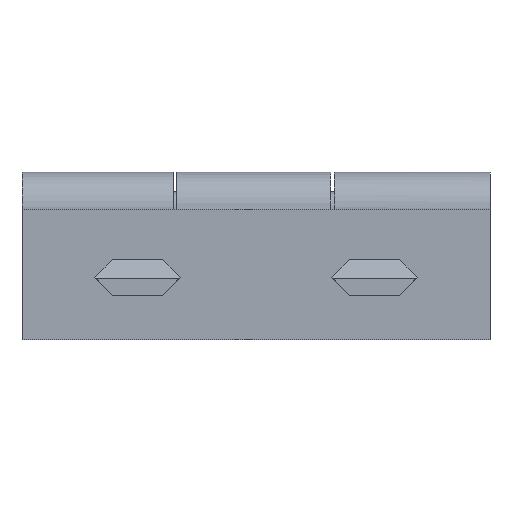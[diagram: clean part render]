
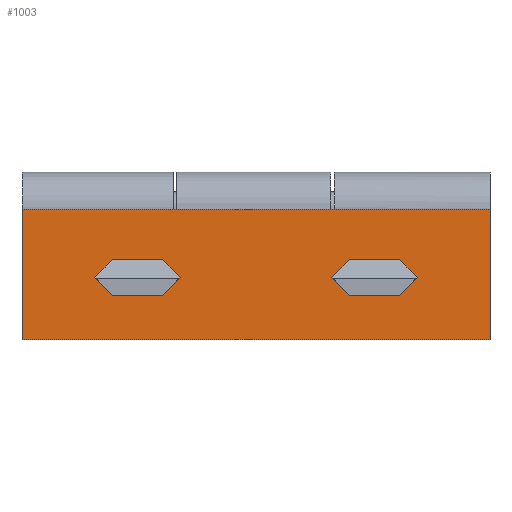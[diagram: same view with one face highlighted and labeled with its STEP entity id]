
A CAD part, left-side view. The second image highlights one B-rep face of the part: STEP entity #1003.
In plain terms, the highlighted planar face has unit normal (-1, 0, 0).
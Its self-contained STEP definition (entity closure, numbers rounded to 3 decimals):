
#27=FACE_BOUND('',#101,.T.);
#28=FACE_BOUND('',#102,.T.);
#42=FACE_OUTER_BOUND('',#100,.T.);
#100=EDGE_LOOP('',(#708,#709,#710,#711));
#101=EDGE_LOOP('',(#712,#713,#714,#715,#716,#717));
#102=EDGE_LOOP('',(#718,#719,#720,#721,#722,#723));
#178=LINE('',#1444,#304);
#183=LINE('',#1458,#309);
#190=LINE('',#1472,#316);
#191=LINE('',#1473,#317);
#192=LINE('',#1476,#318);
#193=LINE('',#1478,#319);
#194=LINE('',#1480,#320);
#195=LINE('',#1482,#321);
#196=LINE('',#1484,#322);
#197=LINE('',#1485,#323);
#198=LINE('',#1488,#324);
#199=LINE('',#1490,#325);
#200=LINE('',#1492,#326);
#201=LINE('',#1494,#327);
#202=LINE('',#1496,#328);
#203=LINE('',#1497,#329);
#304=VECTOR('',#1168,10.);
#309=VECTOR('',#1183,10.);
#316=VECTOR('',#1196,10.);
#317=VECTOR('',#1197,10.);
#318=VECTOR('',#1198,10.);
#319=VECTOR('',#1199,10.);
#320=VECTOR('',#1200,10.);
#321=VECTOR('',#1201,10.);
#322=VECTOR('',#1202,10.);
#323=VECTOR('',#1203,10.);
#324=VECTOR('',#1204,10.);
#325=VECTOR('',#1205,10.);
#326=VECTOR('',#1206,10.);
#327=VECTOR('',#1207,10.);
#328=VECTOR('',#1208,10.);
#329=VECTOR('',#1209,10.);
#433=VERTEX_POINT('',#1441);
#434=VERTEX_POINT('',#1443);
#438=VERTEX_POINT('',#1457);
#442=VERTEX_POINT('',#1471);
#443=VERTEX_POINT('',#1474);
#444=VERTEX_POINT('',#1475);
#445=VERTEX_POINT('',#1477);
#446=VERTEX_POINT('',#1479);
#447=VERTEX_POINT('',#1481);
#448=VERTEX_POINT('',#1483);
#449=VERTEX_POINT('',#1486);
#450=VERTEX_POINT('',#1487);
#451=VERTEX_POINT('',#1489);
#452=VERTEX_POINT('',#1491);
#453=VERTEX_POINT('',#1493);
#454=VERTEX_POINT('',#1495);
#531=EDGE_CURVE('',#433,#434,#178,.T.);
#538=EDGE_CURVE('',#434,#438,#183,.T.);
#545=EDGE_CURVE('',#442,#433,#190,.T.);
#546=EDGE_CURVE('',#438,#442,#191,.T.);
#547=EDGE_CURVE('',#443,#444,#192,.T.);
#548=EDGE_CURVE('',#444,#445,#193,.T.);
#549=EDGE_CURVE('',#445,#446,#194,.T.);
#550=EDGE_CURVE('',#446,#447,#195,.T.);
#551=EDGE_CURVE('',#447,#448,#196,.T.);
#552=EDGE_CURVE('',#448,#443,#197,.T.);
#553=EDGE_CURVE('',#449,#450,#198,.T.);
#554=EDGE_CURVE('',#450,#451,#199,.T.);
#555=EDGE_CURVE('',#451,#452,#200,.T.);
#556=EDGE_CURVE('',#452,#453,#201,.T.);
#557=EDGE_CURVE('',#453,#454,#202,.T.);
#558=EDGE_CURVE('',#454,#449,#203,.T.);
#708=ORIENTED_EDGE('',*,*,#538,.F.);
#709=ORIENTED_EDGE('',*,*,#531,.F.);
#710=ORIENTED_EDGE('',*,*,#545,.F.);
#711=ORIENTED_EDGE('',*,*,#546,.F.);
#712=ORIENTED_EDGE('',*,*,#547,.T.);
#713=ORIENTED_EDGE('',*,*,#548,.T.);
#714=ORIENTED_EDGE('',*,*,#549,.T.);
#715=ORIENTED_EDGE('',*,*,#550,.T.);
#716=ORIENTED_EDGE('',*,*,#551,.T.);
#717=ORIENTED_EDGE('',*,*,#552,.T.);
#718=ORIENTED_EDGE('',*,*,#553,.T.);
#719=ORIENTED_EDGE('',*,*,#554,.T.);
#720=ORIENTED_EDGE('',*,*,#555,.T.);
#721=ORIENTED_EDGE('',*,*,#556,.T.);
#722=ORIENTED_EDGE('',*,*,#557,.T.);
#723=ORIENTED_EDGE('',*,*,#558,.T.);
#951=PLANE('',#1082);
#1003=ADVANCED_FACE('',(#42,#27,#28),#951,.T.);
#1082=AXIS2_PLACEMENT_3D('',#1470,#1194,#1195);
#1168=DIRECTION('',(0.,-1.,0.));
#1183=DIRECTION('',(0.,0.,-1.));
#1194=DIRECTION('center_axis',(-1.,0.,0.));
#1195=DIRECTION('ref_axis',(0.,-1.,0.));
#1196=DIRECTION('',(0.,0.,1.));
#1197=DIRECTION('',(0.,1.,0.));
#1198=DIRECTION('',(0.,0.707,0.707));
#1199=DIRECTION('',(0.,-0.707,0.707));
#1200=DIRECTION('',(0.,-1.,0.));
#1201=DIRECTION('',(0.,-0.707,-0.707));
#1202=DIRECTION('',(0.,0.707,-0.707));
#1203=DIRECTION('',(0.,1.,0.));
#1204=DIRECTION('',(0.,0.707,0.707));
#1205=DIRECTION('',(0.,-0.707,0.707));
#1206=DIRECTION('',(0.,-1.,0.));
#1207=DIRECTION('',(0.,-0.707,-0.707));
#1208=DIRECTION('',(0.,0.707,-0.707));
#1209=DIRECTION('',(0.,1.,0.));
#1441=CARTESIAN_POINT('',(169.9,-26.2,0.6));
#1443=CARTESIAN_POINT('',(169.9,-57.8,0.6));
#1444=CARTESIAN_POINT('',(169.9,-26.2,0.6));
#1457=CARTESIAN_POINT('',(169.9,-57.8,-8.2));
#1458=CARTESIAN_POINT('',(169.9,-57.8,0.));
#1470=CARTESIAN_POINT('Origin',(169.9,-26.2,0.));
#1471=CARTESIAN_POINT('',(169.9,-26.2,-8.2));
#1472=CARTESIAN_POINT('',(169.9,-26.2,0.));
#1473=CARTESIAN_POINT('',(169.9,-26.2,-8.2));
#1474=CARTESIAN_POINT('',(169.9,-32.3,-5.2));
#1475=CARTESIAN_POINT('',(169.9,-31.1,-4.));
#1476=CARTESIAN_POINT('',(169.9,-28.875,-1.775));
#1477=CARTESIAN_POINT('',(169.9,-32.3,-2.8));
#1478=CARTESIAN_POINT('',(169.9,-31.475,-3.625));
#1479=CARTESIAN_POINT('',(169.9,-35.7,-2.8));
#1480=CARTESIAN_POINT('',(169.9,-30.525,-2.8));
#1481=CARTESIAN_POINT('',(169.9,-36.9,-4.));
#1482=CARTESIAN_POINT('',(169.9,-33.225,-0.325));
#1483=CARTESIAN_POINT('',(169.9,-35.7,-5.2));
#1484=CARTESIAN_POINT('',(169.9,-34.625,-6.275));
#1485=CARTESIAN_POINT('',(169.9,-29.25,-5.2));
#1486=CARTESIAN_POINT('',(169.9,-48.3,-5.2));
#1487=CARTESIAN_POINT('',(169.9,-47.1,-4.));
#1488=CARTESIAN_POINT('',(169.9,-40.875,2.225));
#1489=CARTESIAN_POINT('',(169.9,-48.3,-2.8));
#1490=CARTESIAN_POINT('',(169.9,-43.475,-7.625));
#1491=CARTESIAN_POINT('',(169.9,-51.7,-2.8));
#1492=CARTESIAN_POINT('',(169.9,-38.525,-2.8));
#1493=CARTESIAN_POINT('',(169.9,-52.9,-4.));
#1494=CARTESIAN_POINT('',(169.9,-45.225,3.675));
#1495=CARTESIAN_POINT('',(169.9,-51.7,-5.2));
#1496=CARTESIAN_POINT('',(169.9,-46.625,-10.275));
#1497=CARTESIAN_POINT('',(169.9,-37.25,-5.2));
